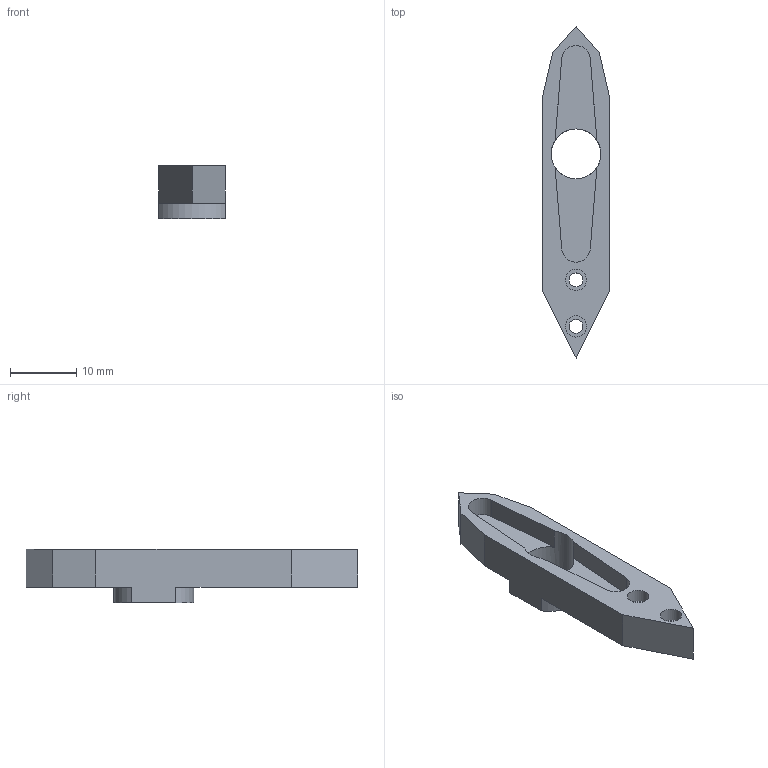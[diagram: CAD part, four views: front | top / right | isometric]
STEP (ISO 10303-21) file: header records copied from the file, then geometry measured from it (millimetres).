
FILE_DESCRIPTION(('FreeCAD Model'),'2;1');
FILE_NAME('Open CASCADE Shape Model','2024-12-05T21:38:40',(''),(''), 'Open CASCADE STEP processor 7.6','FreeCAD','Unknown');
FILE_SCHEMA(('AUTOMOTIVE_DESIGN { 1 0 10303 214 1 1 1 1 }'));
Length unit declared in the file: millimetre
Products named in the file (1): Pocket002002001
Bounding box: 10 x 50 x 8 mm (x, y, z)
Volume: 1804.8 mm3; surface area: 1830.8 mm2
Topology: 1 solids, 1 shells, 29 faces, 75 edges, 50 vertices
Faces by surface type: plane 20, cylinder 9
Full cylindrical faces by diameter (mm): 2.1 x2, 3.2 x2, 7.5 x1
Entity records: 1917 total; most frequent: CARTESIAN_POINT 342, DIRECTION 300, LINE 180, VECTOR 180, ORIENTED_EDGE 150, PCURVE 150, DEFINITIONAL_REPRESENTATION 150, EDGE_CURVE 75
